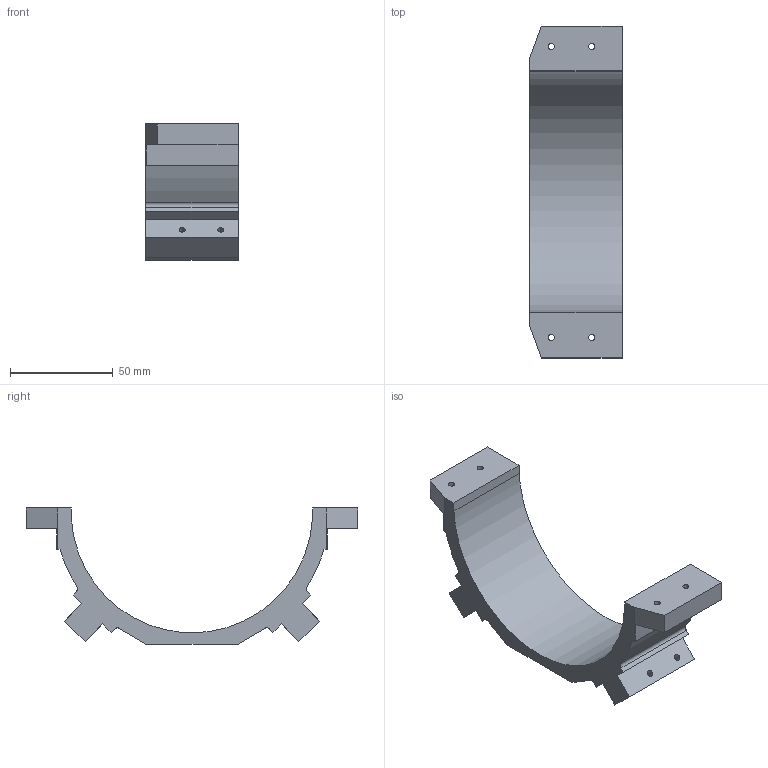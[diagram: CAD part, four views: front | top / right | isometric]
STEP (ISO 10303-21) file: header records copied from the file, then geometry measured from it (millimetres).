
FILE_DESCRIPTION(/* description */ (''),/* implementation_level */ '2;1');
FILE_NAME(/* name */ 'CLAMPA~2',/* time_stamp */ '2017-11-18T16:24:45+01:00',/* author */ (''),/* organization */ (''),/* preprocessor_version */ 'ST-DEVELOPER v15',/* originating_system */ '',/* authorisation */ '');
FILE_SCHEMA (('AUTOMOTIVE_DESIGN'));
Length unit declared in the file: millimetre
Products named in the file (1): Document
Bounding box: 45 x 161.59 x 66.25 mm (x, y, z)
Volume: 104282.1 mm3; surface area: 29556.4 mm2
Topology: 1 solids, 1 shells, 59 faces, 171 edges, 114 vertices
Faces by surface type: bspline 55, plane 4
Entity records: 1926 total; most frequent: CARTESIAN_POINT 1036, ORIENTED_EDGE 342, EDGE_CURVE 171, VERTEX_POINT 114, EDGE_LOOP 75, ADVANCED_FACE 59, FACE_OUTER_BOUND 59, FACE_BOUND 16
